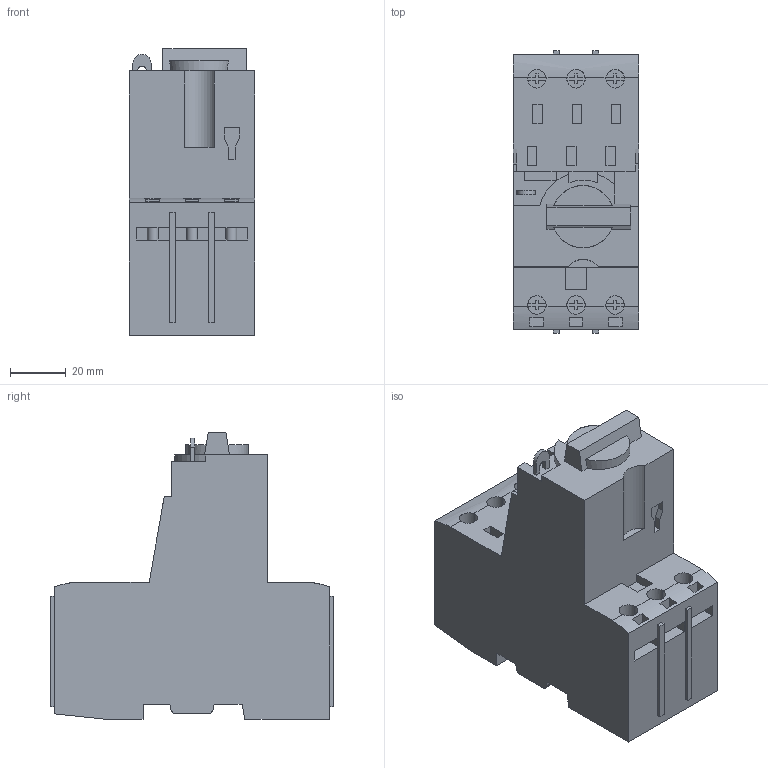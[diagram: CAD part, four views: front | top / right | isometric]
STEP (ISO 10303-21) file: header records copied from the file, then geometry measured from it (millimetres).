
FILE_DESCRIPTION( ( '' ), '1' );
FILE_NAME( 'pke12.stp', '2010-03-05T08:02:27', ( '' ), ( '' ), ' ', ' ', ' ' );
FILE_SCHEMA( ( 'CONFIG_CONTROL_DESIGN' ) );
Length unit declared in the file: millimetre
Products named in the file (1): 1
Bounding box: 45 x 101 x 102.5 mm (x, y, z)
Volume: 272188.2 mm3; surface area: 37152.3 mm2
Topology: 1 solids, 1 shells, 280 faces, 780 edges, 516 vertices
Faces by surface type: plane 244, cylinder 36
Entity records: 9141 total; most frequent: CARTESIAN_POINT 1778, ORIENTED_EDGE 1560, DIRECTION 1448, EDGE_CURVE 780, LINE 662, VECTOR 662, VERTEX_POINT 516, AXIS2_PLACEMENT_3D 393
